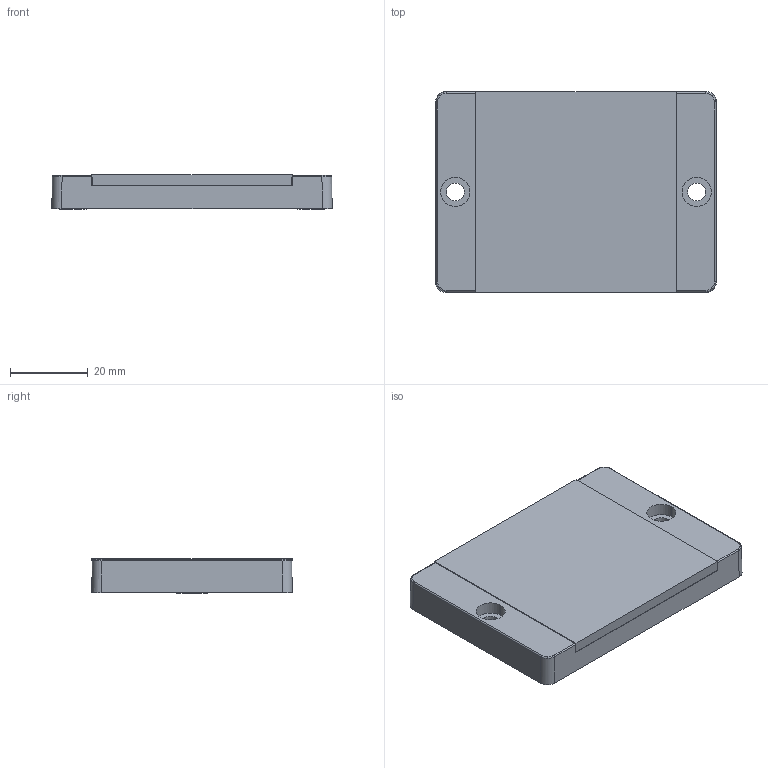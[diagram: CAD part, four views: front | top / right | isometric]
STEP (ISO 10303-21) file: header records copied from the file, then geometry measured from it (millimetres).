
FILE_DESCRIPTION (( 'STEP AP203' ), '1' );
FILE_NAME ('0015410d_ZSB.STEP', '2012-11-16T09:39:36', ( ' ' ), ( '' ), 'SwSTEP 2.0', 'SolidWorks 2010', '' );
FILE_SCHEMA (( 'CONFIG_CONTROL_DESIGN' ));
Length unit declared in the file: millimetre
Products named in the file (1): 0015410d_ZSB
Bounding box: 72 x 51.5 x 8.9 mm (x, y, z)
Volume: 15998.1 mm3; surface area: 17753.4 mm2
Topology: 1 solids, 2 shells, 146 faces, 400 edges, 264 vertices
Faces by surface type: plane 104, cylinder 18, bspline 12, cone 12
Entity records: 5283 total; most frequent: CARTESIAN_POINT 1627, ORIENTED_EDGE 800, DIRECTION 662, EDGE_CURVE 400, VECTOR 280, LINE 280, VERTEX_POINT 264, AXIS2_PLACEMENT_3D 191
